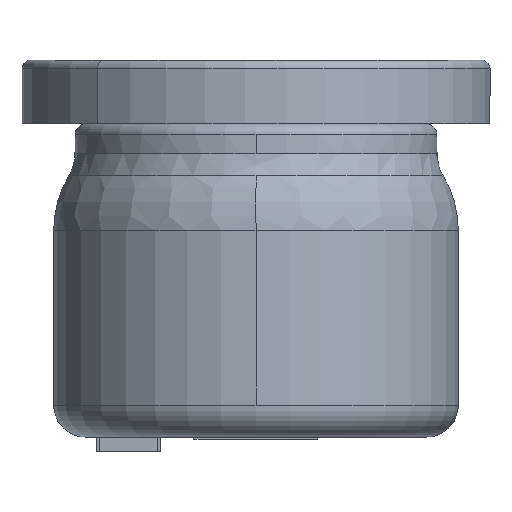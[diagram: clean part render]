
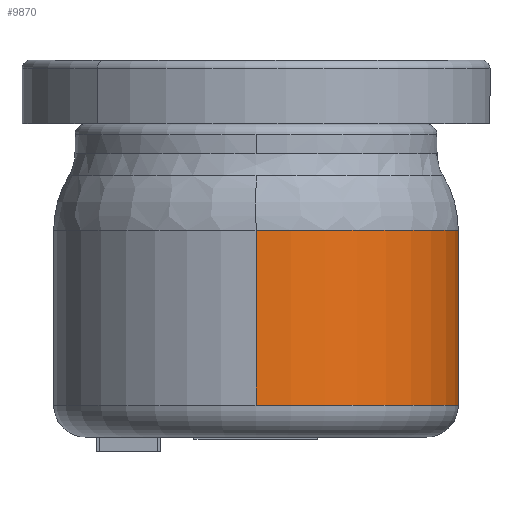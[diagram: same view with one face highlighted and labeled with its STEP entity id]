
A CAD part, left-side view. The second image highlights one B-rep face of the part: STEP entity #9870.
In plain terms, the highlighted cylindrical face has radius 9.5 mm (diameter 19 mm), a partial arc.
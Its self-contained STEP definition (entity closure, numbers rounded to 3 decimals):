
#983 = CARTESIAN_POINT ( 'NONE',  ( -18.15, -9.5, 12.7 ) ) ;
#1040 = CARTESIAN_POINT ( 'NONE',  ( -18.15, 0., 9.7 ) ) ;
#1711 = DIRECTION ( 'NONE',  ( 0., 0., -1. ) ) ;
#2580 = EDGE_LOOP ( 'NONE', ( #16876, #14369, #18474, #13650 ) ) ;
#3333 = CARTESIAN_POINT ( 'NONE',  ( -27.65, 0., 9.7 ) ) ;
#3512 = CARTESIAN_POINT ( 'NONE',  ( -18.15, 0., 12.7 ) ) ;
#3683 = CYLINDRICAL_SURFACE ( 'NONE', #16509, 9.5 ) ;
#4443 = DIRECTION ( 'NONE',  ( 1., 0., 0. ) ) ;
#6328 = VECTOR ( 'NONE', #9542, 1000. ) ;
#7329 = VERTEX_POINT ( 'NONE', #16128 ) ;
#9542 = DIRECTION ( 'NONE',  ( 0., 0., -1. ) ) ;
#9870 = ADVANCED_FACE ( 'NONE', ( #16561 ), #3683, .T. ) ;
#11067 = AXIS2_PLACEMENT_3D ( 'NONE', #1040, #1711, #11454 ) ;
#11102 = CIRCLE ( 'NONE', #19363, 9.5 ) ;
#11244 = EDGE_CURVE ( 'NONE', #13274, #7329, #11102, .T. ) ;
#11453 = CARTESIAN_POINT ( 'NONE',  ( -18.15, -9.5, 9.7 ) ) ;
#11454 = DIRECTION ( 'NONE',  ( 1., 0., 0. ) ) ;
#11892 = VECTOR ( 'NONE', #29271, 1000. ) ;
#12719 = VERTEX_POINT ( 'NONE', #3333 ) ;
#13274 = VERTEX_POINT ( 'NONE', #27600 ) ;
#13288 = EDGE_CURVE ( 'NONE', #21754, #12719, #14897, .T. ) ;
#13650 = ORIENTED_EDGE ( 'NONE', *, *, #19278, .F. ) ;
#14142 = DIRECTION ( 'NONE',  ( 0., 0., -1. ) ) ;
#14369 = ORIENTED_EDGE ( 'NONE', *, *, #31029, .T. ) ;
#14897 = CIRCLE ( 'NONE', #11067, 9.5 ) ;
#16128 = CARTESIAN_POINT ( 'NONE',  ( -18.15, -9.5, 1.5 ) ) ;
#16404 = LINE ( 'NONE', #983, #11892 ) ;
#16509 = AXIS2_PLACEMENT_3D ( 'NONE', #3512, #14142, #30236 ) ;
#16561 = FACE_OUTER_BOUND ( 'NONE', #2580, .T. ) ;
#16876 = ORIENTED_EDGE ( 'NONE', *, *, #13288, .T. ) ;
#18474 = ORIENTED_EDGE ( 'NONE', *, *, #11244, .T. ) ;
#19278 = EDGE_CURVE ( 'NONE', #21754, #7329, #16404, .T. ) ;
#19363 = AXIS2_PLACEMENT_3D ( 'NONE', #25561, #22835, #4443 ) ;
#21754 = VERTEX_POINT ( 'NONE', #11453 ) ;
#22083 = LINE ( 'NONE', #32531, #6328 ) ;
#22835 = DIRECTION ( 'NONE',  ( 0., 0., 1. ) ) ;
#25561 = CARTESIAN_POINT ( 'NONE',  ( -18.15, 0., 1.5 ) ) ;
#27600 = CARTESIAN_POINT ( 'NONE',  ( -27.65, 0., 1.5 ) ) ;
#29271 = DIRECTION ( 'NONE',  ( 0., 0., -1. ) ) ;
#30236 = DIRECTION ( 'NONE',  ( -1., 0., 0. ) ) ;
#31029 = EDGE_CURVE ( 'NONE', #12719, #13274, #22083, .T. ) ;
#32531 = CARTESIAN_POINT ( 'NONE',  ( -27.65, 0., 12.7 ) ) ;
